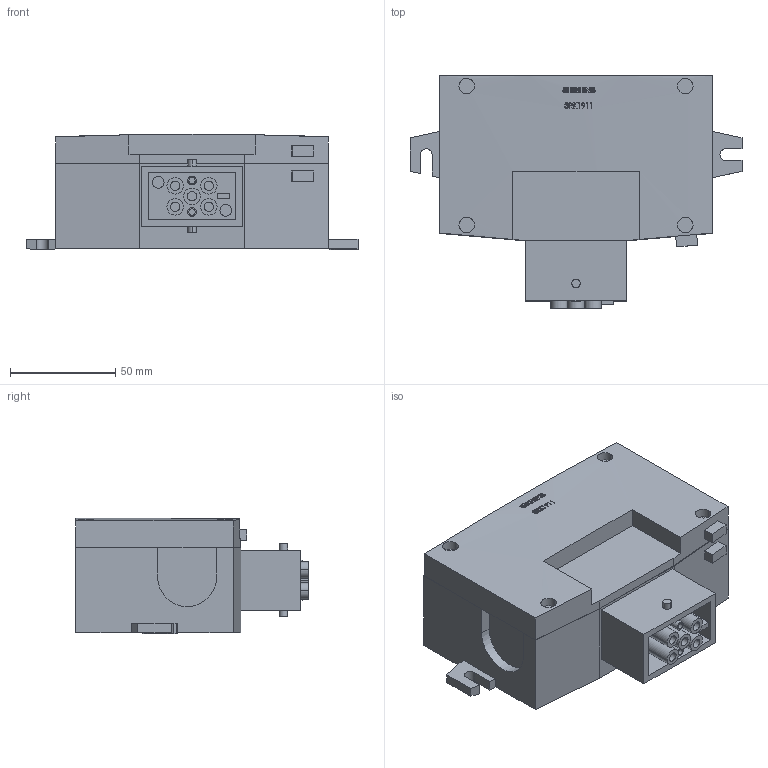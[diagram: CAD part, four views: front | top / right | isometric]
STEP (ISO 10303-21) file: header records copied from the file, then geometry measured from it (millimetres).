
FILE_DESCRIPTION(/* description */ (''),/* implementation_level */ '2;1');
FILE_NAME(/* name */ 'G_NSA0_XX_90183V.stp',/* time_stamp */ '2024-11-27T12:56:11+01:00',/* author */ (''),/* organization */ (''),/* preprocessor_version */ 'ST-DEVELOPER v18.101',/* originating_system */ 'SIEMENS PLM Software NX 2007',/* authorisation */ '');
FILE_SCHEMA (('AUTOMOTIVE_DESIGN { 1 0 10303 214 3 1 1 1 }'));
Length unit declared in the file: millimetre
Products named in the file (1): G_NSA0_XX_90183V
Bounding box: 158 x 110.7 x 55 mm (x, y, z)
Volume: 550733.6 mm3; surface area: 56021.1 mm2
Topology: 1 solids, 1 shells, 321 faces, 823 edges, 547 vertices
Faces by surface type: plane 209, cylinder 93, extrusion 17, cone 2
Entity records: 11977 total; most frequent: CARTESIAN_POINT 3032, ORIENTED_EDGE 1646, DIRECTION 1386, EDGE_CURVE 823, VERTEX_POINT 547, VECTOR 498, LINE 481, AXIS2_PLACEMENT_3D 444
